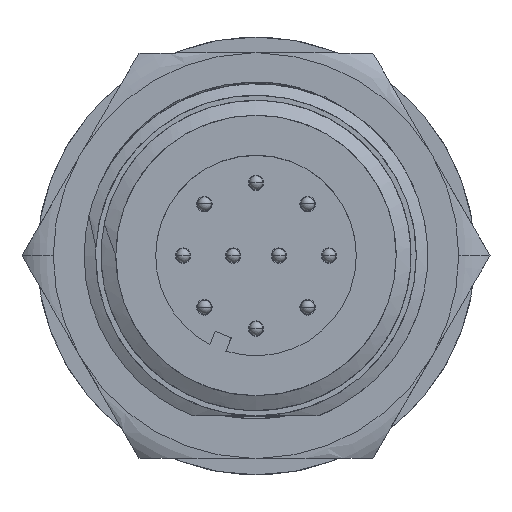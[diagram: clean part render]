
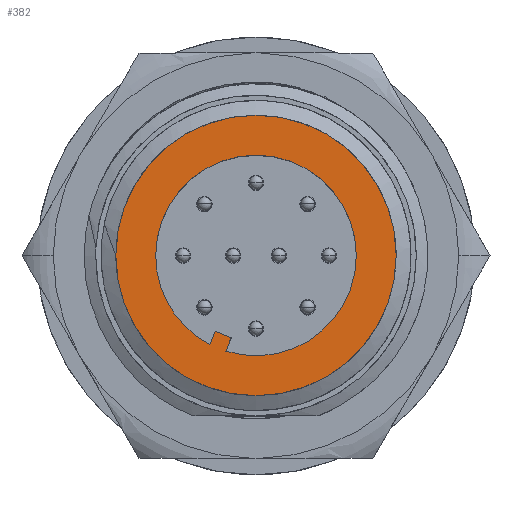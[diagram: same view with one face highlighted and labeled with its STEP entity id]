
A CAD part, top view. The second image highlights one B-rep face of the part: STEP entity #382.
In plain terms, the highlighted planar face has unit normal (0, 0, 1).
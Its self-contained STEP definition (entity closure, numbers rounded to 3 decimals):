
#382=ADVANCED_FACE('',(#1730,#1731),#1732,.T.);
#1730=FACE_OUTER_BOUND('',#4305,.T.);
#1731=FACE_BOUND('',#4306,.T.);
#1732=PLANE('',#4307);
#4305=EDGE_LOOP('',(#11574,#11575));
#4306=EDGE_LOOP('',(#11576,#11577,#11578,#11579,#11580,#11581));
#4307=AXIS2_PLACEMENT_3D('',#11582,#11583,#11584);
#11574=ORIENTED_EDGE('',*,*,#20995,.T.);
#11575=ORIENTED_EDGE('',*,*,#20996,.F.);
#11576=ORIENTED_EDGE('',*,*,#20994,.T.);
#11577=ORIENTED_EDGE('',*,*,#20992,.T.);
#11578=ORIENTED_EDGE('',*,*,#20990,.T.);
#11579=ORIENTED_EDGE('',*,*,#20738,.T.);
#11580=ORIENTED_EDGE('',*,*,#20989,.T.);
#11581=ORIENTED_EDGE('',*,*,#20736,.T.);
#11582=CARTESIAN_POINT('',(0.0,0.0,9.7));
#11583=DIRECTION('',(0.0,0.0,1.0));
#11584=DIRECTION('',(1.0,-0.0,0.0));
#20736=EDGE_CURVE('',#23981,#23985,#23987,.T.);
#20738=EDGE_CURVE('',#23991,#23988,#23992,.T.);
#20989=EDGE_CURVE('',#23988,#23981,#24419,.T.);
#20990=EDGE_CURVE('',#24420,#23991,#24421,.T.);
#20992=EDGE_CURVE('',#24423,#24420,#24424,.T.);
#20994=EDGE_CURVE('',#23985,#24423,#24426,.T.);
#20995=EDGE_CURVE('',#24427,#24428,#24429,.T.);
#20996=EDGE_CURVE('',#24427,#24428,#24430,.T.);
#23981=VERTEX_POINT('',#29669);
#23985=VERTEX_POINT('',#29674);
#23987=CIRCLE('',#29677,5.5);
#23988=VERTEX_POINT('',#29678);
#23991=VERTEX_POINT('',#29682);
#23992=CIRCLE('',#29683,5.5);
#24419=CIRCLE('',#30377,5.5);
#24420=VERTEX_POINT('',#30378);
#24421=LINE('',#30379,#30380);
#24423=VERTEX_POINT('',#30383);
#24424=LINE('',#30384,#30385);
#24426=LINE('',#30388,#30389);
#24427=VERTEX_POINT('',#30390);
#24428=VERTEX_POINT('',#30391);
#24429=CIRCLE('',#30392,7.69);
#24430=CIRCLE('',#30393,7.69);
#29669=CARTESIAN_POINT('',(5.5,0.,9.7));
#29674=CARTESIAN_POINT('',(-1.658,-5.244,9.7));
#29677=AXIS2_PLACEMENT_3D('',#42410,#42411,#42412);
#29678=CARTESIAN_POINT('',(-5.5,0.,9.7));
#29682=CARTESIAN_POINT('',(-2.536,-4.881,9.7));
#29683=AXIS2_PLACEMENT_3D('',#42414,#42415,#42416);
#30377=AXIS2_PLACEMENT_3D('',#42947,#42948,#42949);
#30378=CARTESIAN_POINT('',(-2.237,-4.16,9.7));
#30379=CARTESIAN_POINT('',(-2.237,-4.16,9.7));
#30380=VECTOR('',#42950,0.779);
#30383=CARTESIAN_POINT('',(-1.36,-4.524,9.7));
#30384=CARTESIAN_POINT('',(-1.36,-4.524,9.7));
#30385=VECTOR('',#42952,0.95);
#30388=CARTESIAN_POINT('',(-1.658,-5.244,9.7));
#30389=VECTOR('',#42954,0.779);
#30390=CARTESIAN_POINT('',(7.69,0.0,9.7));
#30391=CARTESIAN_POINT('',(-7.69,0.0,9.7));
#30392=AXIS2_PLACEMENT_3D('',#42955,#42956,#42957);
#30393=AXIS2_PLACEMENT_3D('',#42958,#42959,#42960);
#42410=CARTESIAN_POINT('',(0.0,0.0,9.7));
#42411=DIRECTION('',(-0.0,0.0,-1.0));
#42412=DIRECTION('',(-0.461,-0.887,0.0));
#42414=CARTESIAN_POINT('',(0.0,0.0,9.7));
#42415=DIRECTION('',(-0.0,0.0,-1.0));
#42416=DIRECTION('',(-0.461,-0.887,0.0));
#42947=CARTESIAN_POINT('',(0.0,0.0,9.7));
#42948=DIRECTION('',(-0.0,0.0,-1.0));
#42949=DIRECTION('',(-0.461,-0.887,0.0));
#42950=DIRECTION('',(-0.383,-0.924,0.0));
#42952=DIRECTION('',(-0.924,0.383,0.0));
#42954=DIRECTION('',(0.383,0.924,0.0));
#42955=CARTESIAN_POINT('',(0.0,0.0,9.7));
#42956=DIRECTION('',(0.0,0.0,1.0));
#42957=DIRECTION('',(1.0,0.0,0.0));
#42958=CARTESIAN_POINT('',(0.0,0.0,9.7));
#42959=DIRECTION('',(0.0,0.0,-1.0));
#42960=DIRECTION('',(1.0,0.0,0.0));
